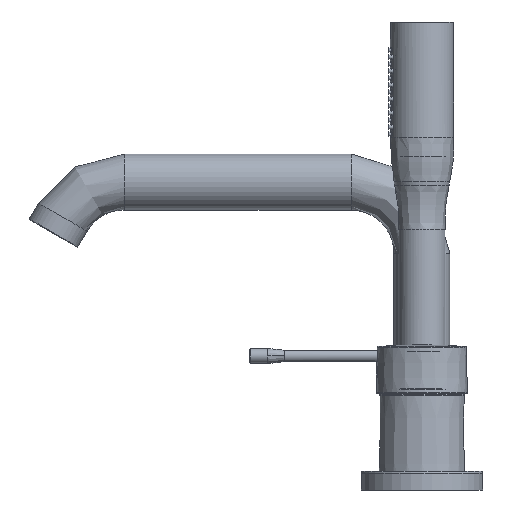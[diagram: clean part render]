
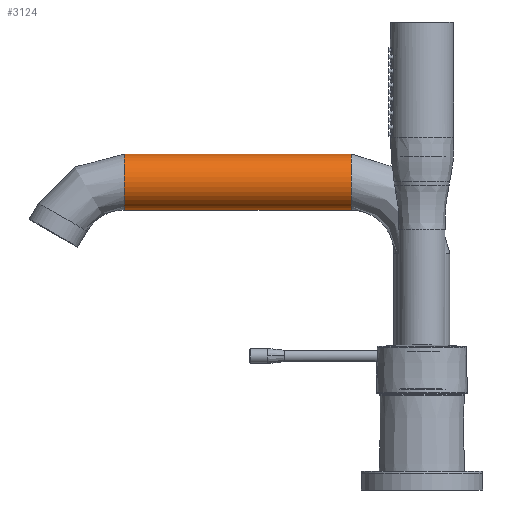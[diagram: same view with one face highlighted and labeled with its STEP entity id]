
A CAD part, left-side view. The second image highlights one B-rep face of the part: STEP entity #3124.
In plain terms, the highlighted cylindrical face has radius 15 mm (diameter 30 mm), a full revolution.
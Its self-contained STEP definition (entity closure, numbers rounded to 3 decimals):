
#736=ORIENTED_EDGE('',*,*,#1207,.T.);
#737=ORIENTED_EDGE('',*,*,#1208,.F.);
#1207=EDGE_CURVE('',#1594,#1594,#1912,.F.);
#1208=EDGE_CURVE('',#1595,#1595,#1913,.F.);
#1594=VERTEX_POINT('',#6076);
#1595=VERTEX_POINT('',#6079);
#1912=CIRCLE('',#4089,15.);
#1913=CIRCLE('',#4091,15.);
#2204=EDGE_LOOP('',(#736));
#2205=EDGE_LOOP('',(#737));
#2690=FACE_BOUND('',#2204,.T.);
#2691=FACE_BOUND('',#2205,.T.);
#2981=CYLINDRICAL_SURFACE('',#4090,15.);
#3124=ADVANCED_FACE('',(#2690,#2691),#2981,.T.);
#4089=AXIS2_PLACEMENT_3D('',#6075,#4647,#4648);
#4090=AXIS2_PLACEMENT_3D('',#6077,#4649,#4650);
#4091=AXIS2_PLACEMENT_3D('',#6078,#4651,#4652);
#4647=DIRECTION('',(0.,-1.,0.));
#4648=DIRECTION('',(0.,0.,-1.));
#4649=DIRECTION('',(0.,-1.,0.));
#4650=DIRECTION('',(0.,0.,1.));
#4651=DIRECTION('',(0.,-1.,0.));
#4652=DIRECTION('',(0.,0.,-1.));
#6075=CARTESIAN_POINT('',(345.,37.75,164.797));
#6076=CARTESIAN_POINT('',(345.,37.75,149.797));
#6077=CARTESIAN_POINT('',(345.,159.153,164.797));
#6078=CARTESIAN_POINT('',(345.,159.153,164.797));
#6079=CARTESIAN_POINT('',(345.,159.153,149.797));
